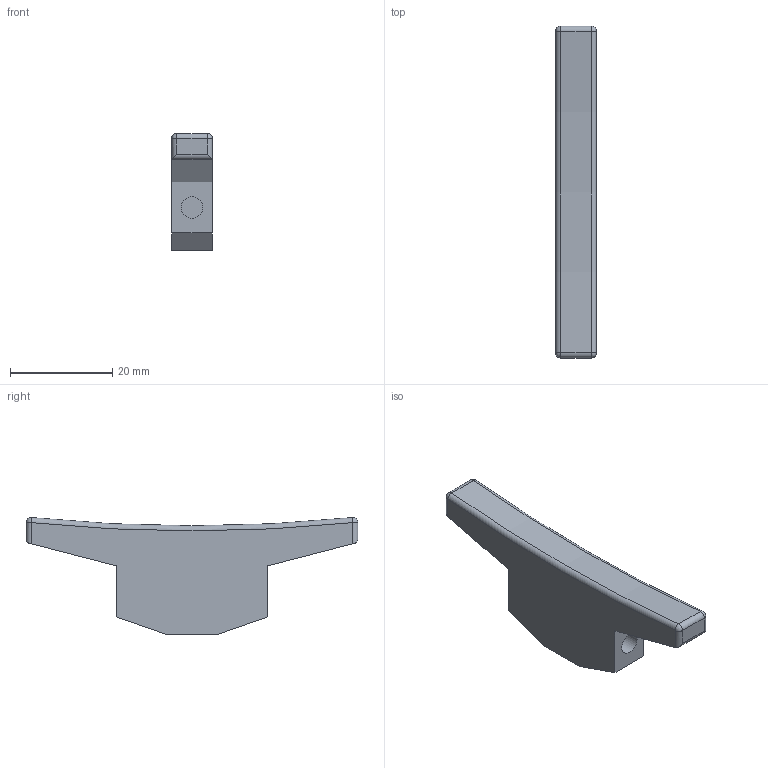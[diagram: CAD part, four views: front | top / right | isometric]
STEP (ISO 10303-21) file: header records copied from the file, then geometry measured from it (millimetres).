
FILE_DESCRIPTION(/* description */ ('STEP AP242','CAx-IF Rec.Pracs.---Representation and Presentation of Product Manufacturing Information (PMI)---4.0---2014-10-13','CAx-IF Rec.Pracs.---3D Tessellated Geometry---0.4---2014-09-14','2;1'),/* implementation_level */ '2;1');
FILE_NAME(/* name */ '675c067b7e278a519e633a95',/* time_stamp */ '2024-12-13T10:03:40Z',/* author */ (''),/* organization */ (''),/* preprocessor_version */ 'ST-DEVELOPER v20',/* originating_system */ 'ONSHAPE BY PTC INC, 1.190',/* authorisation */ ' ');
FILE_SCHEMA (('AP242_MANAGED_MODEL_BASED_3D_ENGINEERING_MIM_LF { 1 0 10303 442 1 1 4 }'));
Length unit declared in the file: metre
Products named in the file (1): Kicker_shaft_2
Bounding box: 8 x 65 x 22.89 mm (x, y, z)
Volume: 6253.4 mm3; surface area: 3239.2 mm2
Topology: 1 solids, 1 shells, 32 faces, 73 edges, 42 vertices
Faces by surface type: plane 14, cylinder 12, sphere 4, torus 2
Full cylindrical faces by diameter (mm): 3.28 x1, 4.2 x2
Entity records: 874 total; most frequent: DIRECTION 162, CARTESIAN_POINT 141, ORIENTED_EDGE 132, EDGE_CURVE 66, AXIS2_PLACEMENT_3D 63, VERTEX_POINT 42, EDGE_LOOP 38, FACE_BOUND 38
